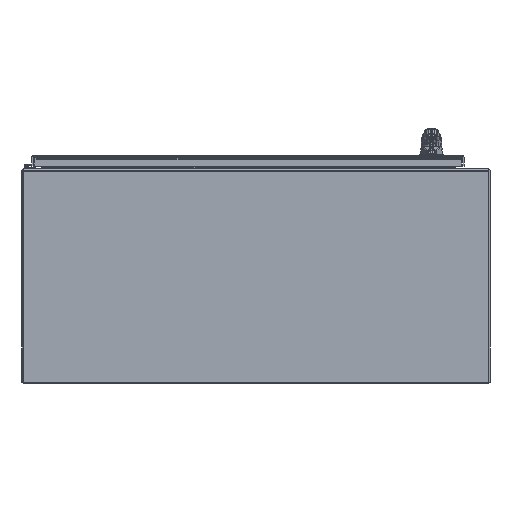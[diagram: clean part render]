
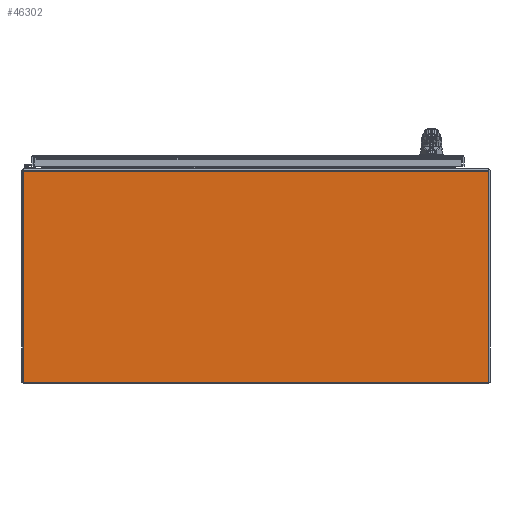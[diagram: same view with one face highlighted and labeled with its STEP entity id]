
A CAD part, front view. The second image highlights one B-rep face of the part: STEP entity #46302.
In plain terms, the highlighted face is planar.
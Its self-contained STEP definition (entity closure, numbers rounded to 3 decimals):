
#6433=FACE_OUTER_BOUND($,#9354,.T.);
#9354=EDGE_LOOP($,(#31926,#31927,#31928,#31929));
#12996=LINE($,#69885,#16668);
#13001=LINE($,#69900,#16673);
#13003=LINE($,#69905,#16675);
#13005=LINE($,#69909,#16677);
#16668=VECTOR($,#55336,17.781);
#16673=VECTOR($,#55349,17.781);
#16675=VECTOR($,#55357,39.25);
#16677=VECTOR($,#55363,39.25);
#20282=VERTEX_POINT($,#69882);
#20283=VERTEX_POINT($,#69884);
#20288=VERTEX_POINT($,#69897);
#20289=VERTEX_POINT($,#69899);
#24724=EDGE_CURVE($,#20282,#20283,#12996,.T.);
#24731=EDGE_CURVE($,#20288,#20289,#13001,.T.);
#24734=EDGE_CURVE($,#20282,#20289,#13003,.T.);
#24736=EDGE_CURVE($,#20283,#20288,#13005,.T.);
#31926=ORIENTED_EDGE($,*,*,#24734,.T.);
#31927=ORIENTED_EDGE($,*,*,#24731,.F.);
#31928=ORIENTED_EDGE($,*,*,#24736,.F.);
#31929=ORIENTED_EDGE($,*,*,#24724,.F.);
#45003=PLANE($,#49441);
#46302=ADVANCED_FACE($,(#6433),#45003,.F.);
#49441=AXIS2_PLACEMENT_3D($,#69910,#55364,#55365);
#55336=DIRECTION($,(0.,-1.,0.));
#55349=DIRECTION($,(0.,1.,0.));
#55357=DIRECTION($,(1.,0.,0.));
#55363=DIRECTION($,(1.,0.,0.));
#55364=DIRECTION('center_axis',(0.,0.,1.));
#55365=DIRECTION('ref_axis',(1.,0.,0.));
#69882=CARTESIAN_POINT('',(0.,17.781,0.));
#69884=CARTESIAN_POINT('',(0.,0.,0.));
#69885=CARTESIAN_POINT($,(0.,17.875,0.));
#69897=CARTESIAN_POINT('',(39.25,0.,0.));
#69899=CARTESIAN_POINT('',(39.25,17.781,0.));
#69900=CARTESIAN_POINT($,(39.25,0.,0.));
#69905=CARTESIAN_POINT($,(9.812,17.781,0.));
#69909=CARTESIAN_POINT($,(0.,0.,0.));
#69910=CARTESIAN_POINT('Origin',(19.625,8.938,0.));
